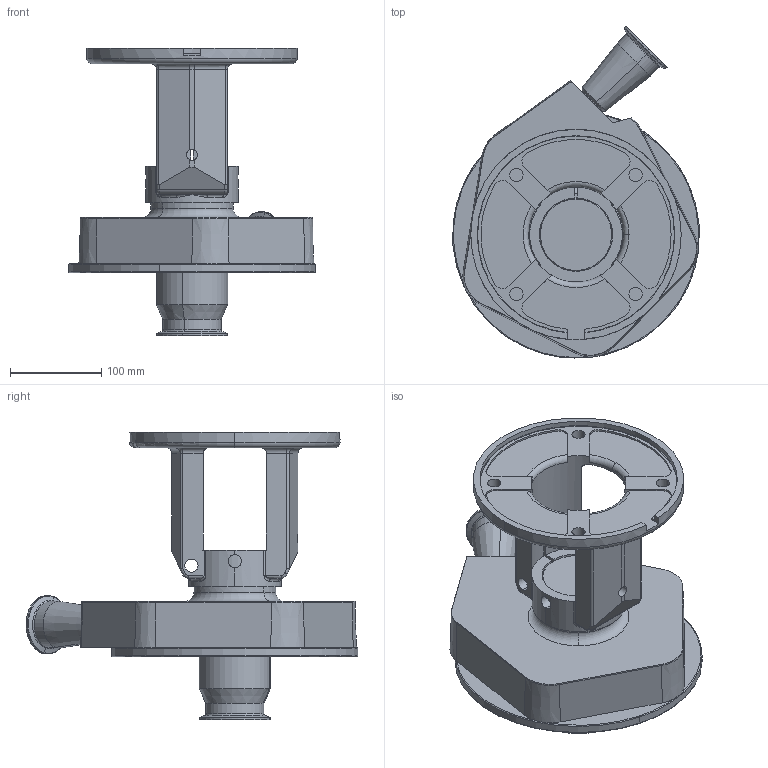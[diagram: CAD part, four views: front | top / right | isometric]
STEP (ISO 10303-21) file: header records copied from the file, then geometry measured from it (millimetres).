
FILE_DESCRIPTION (( 'STEP AP214' ), '1' );
FILE_NAME ('FPR 1741-1742 180-250TC 45L.STEP', '2023-01-11T20:00:41', ( '' ), ( '' ), 'SwSTEP 2.0', 'SolidWorks 2021', '' );
FILE_SCHEMA (( 'AUTOMOTIVE_DESIGN' ));
Length unit declared in the file: millimetre
Products named in the file (1): FPR 1741-1742 180-250TC 45L
Bounding box: 269.09 x 362.93 x 314.5 mm (x, y, z)
Volume: 2912799.7 mm3; surface area: 525901.4 mm2
Topology: 1 solids, 6 shells, 394 faces, 960 edges, 568 vertices
Faces by surface type: cylinder 145, torus 84, plane 83, cone 70, bspline 9, sphere 3
Entity records: 13109 total; most frequent: CARTESIAN_POINT 3744, DIRECTION 2121, ORIENTED_EDGE 1888, EDGE_CURVE 944, AXIS2_PLACEMENT_3D 884, VERTEX_POINT 568, CIRCLE 498, EDGE_LOOP 428
